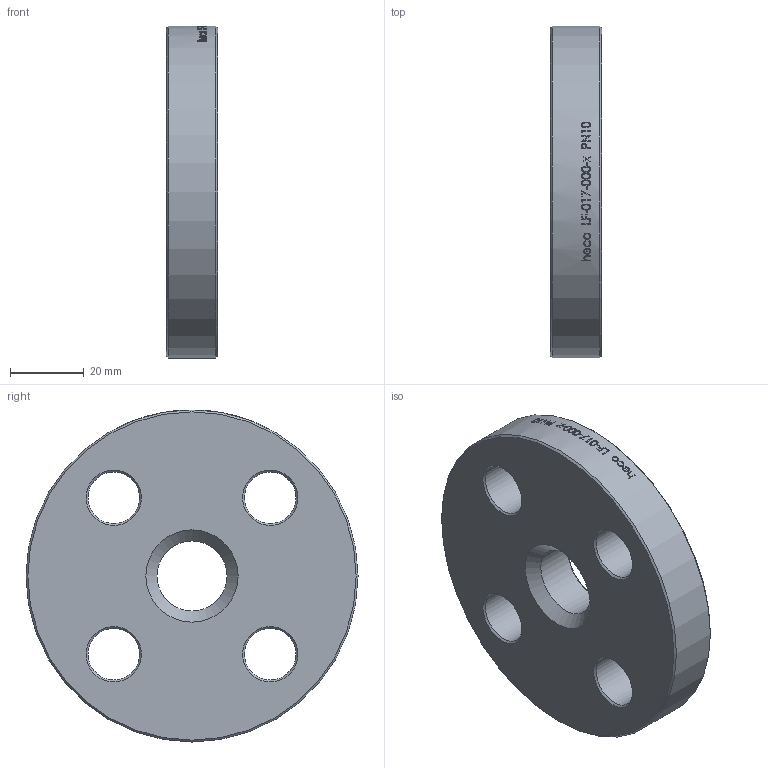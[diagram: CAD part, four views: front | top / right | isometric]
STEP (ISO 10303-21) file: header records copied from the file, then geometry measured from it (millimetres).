
FILE_DESCRIPTION (( 'STEP AP214' ), '1' );
FILE_NAME ('LF-017-000-x Loser Flansch PN10 2101.STEP', '2021-01-18T09:01:34', ( '' ), ( '' ), 'SwSTEP 2.0', 'SolidWorks 2019', '' );
FILE_SCHEMA (( 'AUTOMOTIVE_DESIGN' ));
Length unit declared in the file: millimetre
Products named in the file (1): LF-017-000-x Loser Flansch PN10 2101
Bounding box: 14 x 90 x 90 mm (x, y, z)
Volume: 76056.4 mm3; surface area: 17805 mm2
Topology: 1 solids, 1 shells, 48 faces, 226 edges, 207 vertices
Faces by surface type: cylinder 34, cone 12, plane 2
Full cylindrical faces by diameter (mm): 14 x4, 19 x1, 90 x1
Entity records: 4815 total; most frequent: CARTESIAN_POINT 2860, ORIENTED_EDGE 398, DIRECTION 255, VERTEX_POINT 199, EDGE_CURVE 199, AXIS2_PLACEMENT_3D 112, B_SPLINE_CURVE_WITH_KNOTS 105, EDGE_LOOP 104
